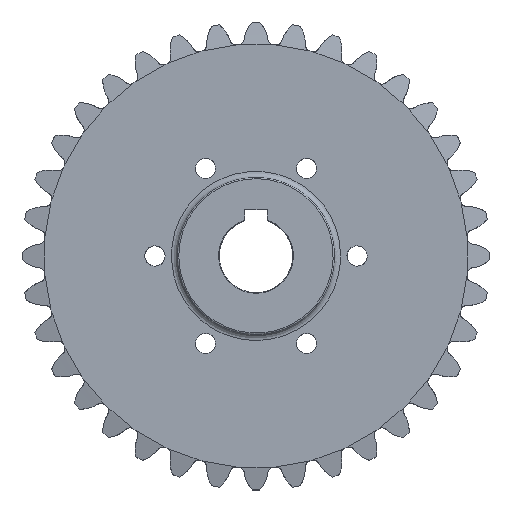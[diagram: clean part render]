
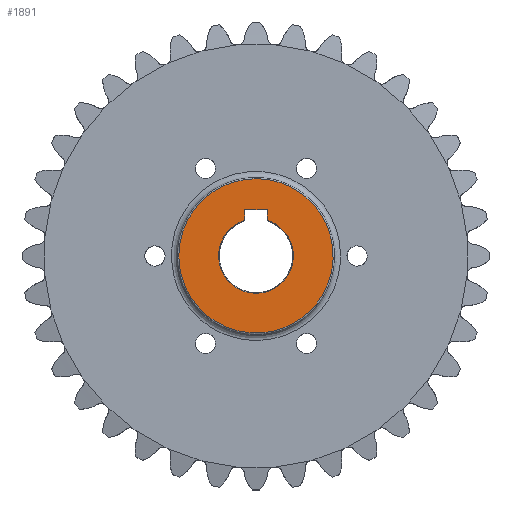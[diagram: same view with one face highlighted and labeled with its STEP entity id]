
A CAD part, top view. The second image highlights one B-rep face of the part: STEP entity #1891.
In plain terms, the highlighted free-form (B-spline) face has degree [1, 1] with [2, 2] control points.
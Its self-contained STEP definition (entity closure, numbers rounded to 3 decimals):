
#778 = VERTEX_POINT('',#779);
#779 = CARTESIAN_POINT('',(10.781,34.908,
    76.184));
#785 = EDGE_CURVE('',#786,#778,#788,.T.);
#786 = VERTEX_POINT('',#787);
#787 = CARTESIAN_POINT('',(10.781,45.061,
    76.184));
#788 = B_SPLINE_CURVE_WITH_KNOTS('',1,(#789,#790),.UNSPECIFIED.,.F.,.F.,
  (2,2),(0.,8.476),.PIECEWISE_BEZIER_KNOTS.);
#789 = CARTESIAN_POINT('',(10.781,45.061,
    76.184));
#790 = CARTESIAN_POINT('',(10.781,34.908,
    76.184));
#819 = EDGE_CURVE('',#820,#778,#822,.T.);
#820 = VERTEX_POINT('',#821);
#821 = CARTESIAN_POINT('',(-10.781,34.908,
    76.184));
#822 = ( BOUNDED_CURVE() B_SPLINE_CURVE(2,(#823,#824,#825,#826,#827,#828
,#829),.UNSPECIFIED.,.F.,.F.) B_SPLINE_CURVE_WITH_KNOTS((3,2,2,3),(
    5.012,6.907,8.801,10.696),
.PIECEWISE_BEZIER_KNOTS.) CURVE() GEOMETRIC_REPRESENTATION_ITEM() 
RATIONAL_B_SPLINE_CURVE((1.,0.584,1.,0.584,1.,
0.584,1.)) REPRESENTATION_ITEM('') );
#823 = CARTESIAN_POINT('',(-10.781,34.908,
    76.184));
#824 = CARTESIAN_POINT('',(-59.323,19.916,
    76.184));
#825 = CARTESIAN_POINT('',(-29.662,-21.33,
    76.184));
#826 = CARTESIAN_POINT('',(0.,-62.577,
    76.184));
#827 = CARTESIAN_POINT('',(29.662,-21.33,
    76.184));
#828 = CARTESIAN_POINT('',(59.323,19.916,
    76.184));
#829 = CARTESIAN_POINT('',(10.781,34.908,
    76.184));
#1844 = EDGE_CURVE('',#1845,#1845,#1847,.T.);
#1845 = VERTEX_POINT('',#1846);
#1846 = CARTESIAN_POINT('',(-75.465,0.,
    76.184));
#1847 = ( BOUNDED_CURVE() B_SPLINE_CURVE(2,(#1848,#1849,#1850,#1851,
#1852,#1853,#1854),.UNSPECIFIED.,.T.,.F.) B_SPLINE_CURVE_WITH_KNOTS((1,2
    ,2,2,2,1),(-2.094,0.,2.094,4.189,
6.283,8.378),.UNSPECIFIED.) CURVE() 
GEOMETRIC_REPRESENTATION_ITEM() RATIONAL_B_SPLINE_CURVE((1.,0.5,1.,0.5,
1.,0.5,1.)) REPRESENTATION_ITEM('') );
#1848 = CARTESIAN_POINT('',(-75.465,0.,
    76.184));
#1849 = CARTESIAN_POINT('',(-75.465,130.71,
    76.184));
#1850 = CARTESIAN_POINT('',(37.733,65.355,
    76.184));
#1851 = CARTESIAN_POINT('',(150.93,0.,
    76.184));
#1852 = CARTESIAN_POINT('',(37.733,-65.355,
    76.184));
#1853 = CARTESIAN_POINT('',(-75.465,-130.71,
    76.184));
#1854 = CARTESIAN_POINT('',(-75.465,0.,
    76.184));
#1891 = ADVANCED_FACE('',(#1892,#1895),#1911,.T.);
#1892 = FACE_BOUND('',#1893,.T.);
#1893 = EDGE_LOOP('',(#1894));
#1894 = ORIENTED_EDGE('',*,*,#1844,.F.);
#1895 = FACE_BOUND('',#1896,.T.);
#1896 = EDGE_LOOP('',(#1897,#1898,#1905,#1910));
#1897 = ORIENTED_EDGE('',*,*,#819,.F.);
#1898 = ORIENTED_EDGE('',*,*,#1899,.T.);
#1899 = EDGE_CURVE('',#820,#1900,#1902,.T.);
#1900 = VERTEX_POINT('',#1901);
#1901 = CARTESIAN_POINT('',(-10.781,45.061,
    76.184));
#1902 = B_SPLINE_CURVE_WITH_KNOTS('',1,(#1903,#1904),.UNSPECIFIED.,.F.,
  .F.,(2,2),(0.524,9.),.PIECEWISE_BEZIER_KNOTS.);
#1903 = CARTESIAN_POINT('',(-10.781,34.908,
    76.184));
#1904 = CARTESIAN_POINT('',(-10.781,45.061,
    76.184));
#1905 = ORIENTED_EDGE('',*,*,#1906,.T.);
#1906 = EDGE_CURVE('',#1900,#786,#1907,.T.);
#1907 = B_SPLINE_CURVE_WITH_KNOTS('',1,(#1908,#1909),.UNSPECIFIED.,.F.,
  .F.,(2,2),(0.,18.),.PIECEWISE_BEZIER_KNOTS.);
#1908 = CARTESIAN_POINT('',(-10.781,45.061,
    76.184));
#1909 = CARTESIAN_POINT('',(10.781,45.061,
    76.184));
#1910 = ORIENTED_EDGE('',*,*,#785,.T.);
#1911 = B_SPLINE_SURFACE_WITH_KNOTS('',1,1,(
    (#1912,#1913)
    ,(#1914,#1915
    )),.UNSPECIFIED.,.F.,.F.,.F.,(2,2),(2,2),(-63.,63.),(-63.,63.),
  .PIECEWISE_BEZIER_KNOTS.);
#1912 = CARTESIAN_POINT('',(-75.465,-75.465,
    76.184));
#1913 = CARTESIAN_POINT('',(-75.465,75.465,
    76.184));
#1914 = CARTESIAN_POINT('',(75.465,-75.465,
    76.184));
#1915 = CARTESIAN_POINT('',(75.465,75.465,
    76.184));
